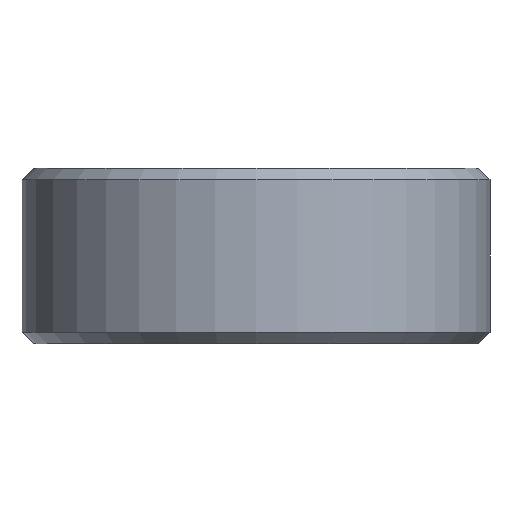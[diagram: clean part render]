
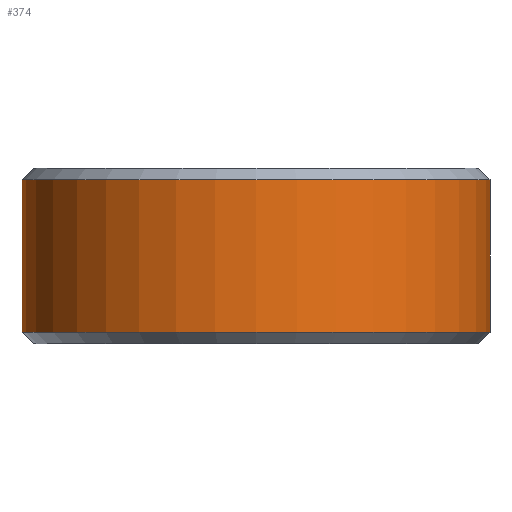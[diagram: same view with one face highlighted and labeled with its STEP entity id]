
A CAD part, left-side view. The second image highlights one B-rep face of the part: STEP entity #374.
In plain terms, the highlighted cylindrical face has radius 16 mm (diameter 32 mm), a partial arc.
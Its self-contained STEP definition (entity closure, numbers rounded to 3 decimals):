
#168=VERTEX_POINT('NONE',#436);
#170=EDGE_CURVE('NONE',#168,#204,#438,.T.);
#178=VERTEX_POINT('NONE',#448);
#200=EDGE_CURVE('NONE',#178,#168,#470,.T.);
#204=VERTEX_POINT('NONE',#475);
#208=VERTEX_POINT('NONE',#480);
#340=EDGE_CURVE('NONE',#178,#208,#627,.T.);
#358=EDGE_CURVE('NONE',#208,#204,#650,.T.);
#374=ADVANCED_FACE('NONE',(#668),#669,.T.);
#436=CARTESIAN_POINT('',(0.0,16.0,-0.8));
#438=CIRCLE('',#732,16.0);
#448=CARTESIAN_POINT('',(0.,16.0,-11.2));
#470=LINE('',#778,#779);
#475=CARTESIAN_POINT('',(0.,-16.0,-0.8));
#480=CARTESIAN_POINT('',(0.0,-16.0,-11.2));
#627=CIRCLE('',#1048,16.0);
#650=LINE('',#1077,#1078);
#668=FACE_OUTER_BOUND('',#1120,.T.);
#669=CYLINDRICAL_SURFACE('',#1121,16.0);
#732=AXIS2_PLACEMENT_3D('',#1181,#1182,#1183);
#778=CARTESIAN_POINT('',(0.,16.0,4.475));
#779=VECTOR('',#1218,1000.0);
#1048=AXIS2_PLACEMENT_3D('',#1404,#1405,#1406);
#1077=CARTESIAN_POINT('',(0.0,-16.0,4.475));
#1078=VECTOR('',#1444,1000.0);
#1120=EDGE_LOOP('',(#1468,#1469,#1470,#1471));
#1121=AXIS2_PLACEMENT_3D('',#1472,#1473,#1474);
#1181=CARTESIAN_POINT('',(0.0,0.0,-0.8));
#1182=DIRECTION('',(0.0,0.0,1.0));
#1183=DIRECTION('',(0.0,-1.0,0.0));
#1218=DIRECTION('',(0.0,0.0,1.0));
#1404=CARTESIAN_POINT('',(0.0,0.0,-11.2));
#1405=DIRECTION('',(0.0,0.0,1.0));
#1406=DIRECTION('',(0.0,-1.0,0.0));
#1444=DIRECTION('',(0.0,0.0,1.0));
#1468=ORIENTED_EDGE('',*,*,#200,.F.);
#1469=ORIENTED_EDGE('',*,*,#340,.T.);
#1470=ORIENTED_EDGE('',*,*,#358,.T.);
#1471=ORIENTED_EDGE('',*,*,#170,.F.);
#1472=CARTESIAN_POINT('',(0.0,0.0,4.475));
#1473=DIRECTION('',(-0.0,-0.0,1.0));
#1474=DIRECTION('',(0.0,-1.0,0.0));
